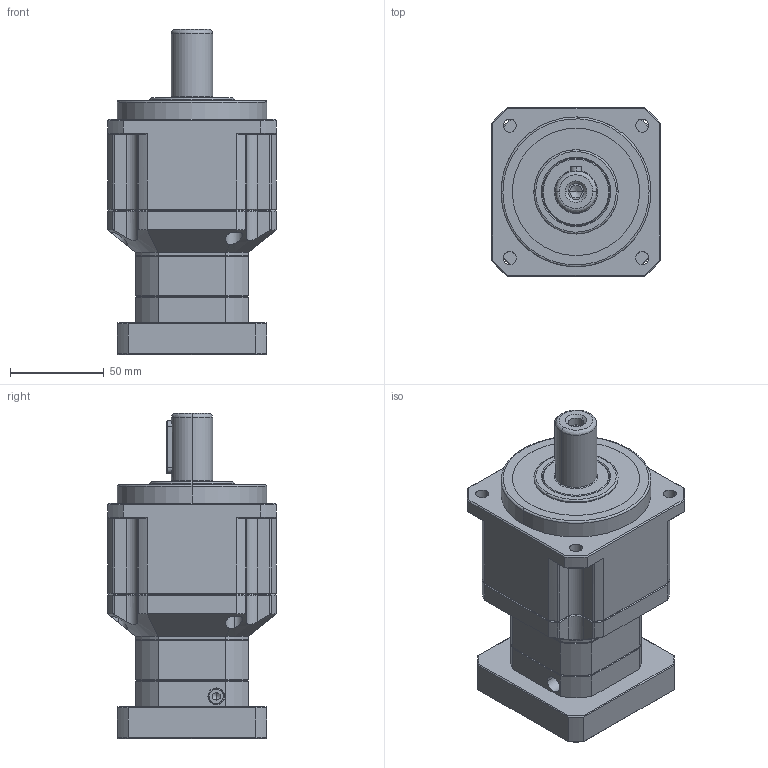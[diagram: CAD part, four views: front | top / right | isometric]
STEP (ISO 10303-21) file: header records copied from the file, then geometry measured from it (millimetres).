
FILE_DESCRIPTION (( 'STEP AP214' ), '1' );
FILE_NAME ('SB090-L2-19-70-90M6-M5.STEP', '2021-12-18T05:27:35', ( 'admin' ), ( '' ), 'SwSTEP 2.0', 'SolidWorks 2013', '' );
FILE_SCHEMA (( 'AUTOMOTIVE_DESIGN' ));
Length unit declared in the file: millimetre
Products named in the file (5): 60-70-90M5_X2_6CD55170_X0_; SB090_X2_8F9351FA7AEF_X0_; SB090-L2-19-70-90M6-M5; _X2_87BA9489_X0_ GB_T 70.1 M5 x 14; SB090-L2_X2_58F34F537AEF_X0_-19
Assembly tree (5 placements, depth 2):
  SB090-L2-19-70-90M6-M5
    SB090_X2_8F9351FA7AEF_X0_
    60-70-90M5_X2_6CD55170_X0_
    SB090-L2_X2_58F34F537AEF_X0_-19
    _X2_87BA9489_X0_ GB_T 70.1 M5 x 14  x2
Bounding box: 90 x 90 x 173.5 mm (x, y, z)
Volume: 719008.8 mm3; surface area: 99098.3 mm2
Topology: 5 solids, 5 shells, 686 faces, 1636 edges, 999 vertices
Faces by surface type: plane 258, cylinder 230, cone 159, bspline 39
Entity records: 28116 total; most frequent: CARTESIAN_POINT 5574, DIRECTION 3152, ORIENTED_EDGE 3120, EDGE_CURVE 1560, AXIS2_PLACEMENT_3D 1213, VERTEX_POINT 966, EDGE_LOOP 750, VECTOR 726
